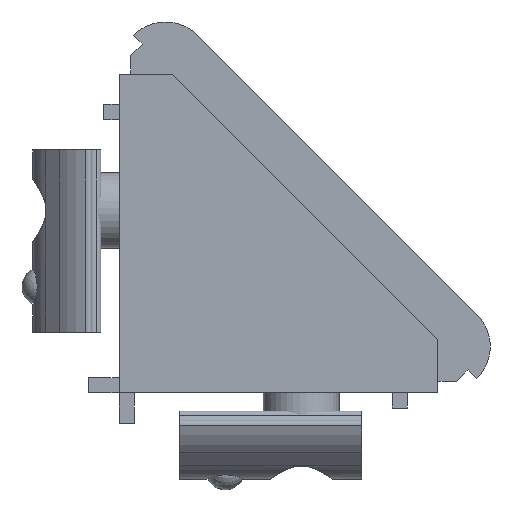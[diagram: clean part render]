
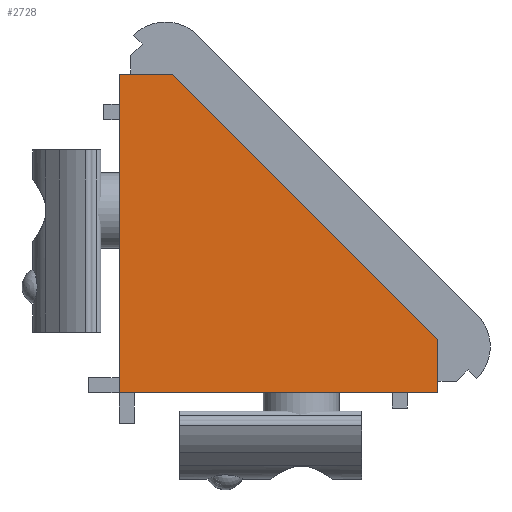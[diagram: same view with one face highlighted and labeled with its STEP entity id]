
A CAD part, front view. The second image highlights one B-rep face of the part: STEP entity #2728.
In plain terms, the highlighted planar face has unit normal (0, -1, 0).
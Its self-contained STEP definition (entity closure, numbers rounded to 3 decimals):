
#156=PLANE('',#2901);
#275=FACE_OUTER_BOUND('',#439,.T.);
#439=EDGE_LOOP('',(#2106,#2107,#2108,#2109,#2110));
#596=LINE('',#3971,#896);
#660=LINE('',#4111,#960);
#665=LINE('',#4121,#965);
#669=LINE('',#4127,#969);
#671=LINE('',#4130,#971);
#896=VECTOR('',#3162,21.);
#960=VECTOR('',#3290,24.749);
#965=VECTOR('',#3299,21.);
#969=VECTOR('',#3305,3.5);
#971=VECTOR('',#3309,3.5);
#1264=VERTEX_POINT('',#3968);
#1265=VERTEX_POINT('',#3970);
#1308=VERTEX_POINT('',#4108);
#1309=VERTEX_POINT('',#4110);
#1312=VERTEX_POINT('',#4120);
#1532=EDGE_CURVE('',#1265,#1264,#596,.T.);
#1600=EDGE_CURVE('',#1309,#1308,#660,.T.);
#1605=EDGE_CURVE('',#1312,#1265,#665,.T.);
#1609=EDGE_CURVE('',#1264,#1309,#669,.T.);
#1611=EDGE_CURVE('',#1308,#1312,#671,.T.);
#2106=ORIENTED_EDGE('',*,*,#1611,.T.);
#2107=ORIENTED_EDGE('',*,*,#1605,.T.);
#2108=ORIENTED_EDGE('',*,*,#1532,.T.);
#2109=ORIENTED_EDGE('',*,*,#1609,.T.);
#2110=ORIENTED_EDGE('',*,*,#1600,.T.);
#2728=ADVANCED_FACE('',(#275),#156,.F.);
#2901=AXIS2_PLACEMENT_3D('',#4132,#3312,#3313);
#3162=DIRECTION('',(1.,0.,0.));
#3290=DIRECTION('',(-0.707,0.,0.707));
#3299=DIRECTION('',(0.,0.,-1.));
#3305=DIRECTION('',(0.,0.,1.));
#3309=DIRECTION('',(-1.,0.,0.));
#3312=DIRECTION('center_axis',(0.,1.,0.));
#3313=DIRECTION('ref_axis',(0.,0.,1.));
#3968=CARTESIAN_POINT('',(10.5,-8.5,-10.5));
#3970=CARTESIAN_POINT('',(-10.5,-8.5,-10.5));
#3971=CARTESIAN_POINT('',(0.,-8.5,-10.5));
#4108=CARTESIAN_POINT('',(-7.,-8.5,10.5));
#4110=CARTESIAN_POINT('',(10.5,-8.5,-7.));
#4111=CARTESIAN_POINT('',(1.75,-8.5,1.75));
#4120=CARTESIAN_POINT('',(-10.5,-8.5,10.5));
#4121=CARTESIAN_POINT('',(-10.5,-8.5,0.));
#4127=CARTESIAN_POINT('',(10.5,-8.5,-8.75));
#4130=CARTESIAN_POINT('',(-8.75,-8.5,10.5));
#4132=CARTESIAN_POINT('Origin',(-1.4,-8.5,-1.4));
